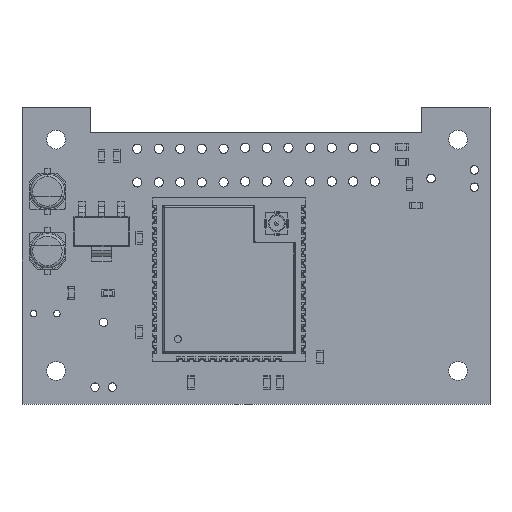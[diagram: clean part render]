
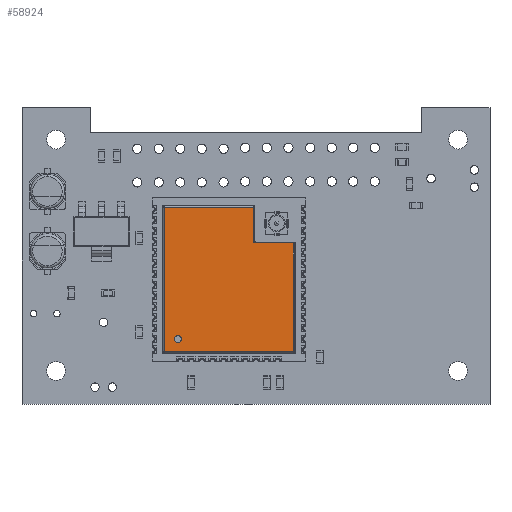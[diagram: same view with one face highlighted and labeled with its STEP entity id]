
A CAD part, top view. The second image highlights one B-rep face of the part: STEP entity #58924.
In plain terms, the highlighted planar face has unit normal (0, 0, 1).
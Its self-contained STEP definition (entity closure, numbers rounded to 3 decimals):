
#31443 = TOROIDAL_SURFACE('',#31444,0.2,0.1);
#31444 = AXIS2_PLACEMENT_3D('',#31445,#31446,#31447);
#31445 = CARTESIAN_POINT('',(3.1,4.5,3.1));
#31446 = DIRECTION('',(0.,0.,1.));
#31447 = DIRECTION('',(-1.,0.,0.));
#46913 = CYLINDRICAL_SURFACE('',#46914,0.1);
#46914 = AXIS2_PLACEMENT_3D('',#46915,#46916,#46917);
#46915 = CARTESIAN_POINT('',(2.9,4.4,3.1));
#46916 = DIRECTION('',(0.,1.,0.));
#46917 = DIRECTION('',(0.,-0.,1.));
#46972 = CYLINDRICAL_SURFACE('',#46973,0.1);
#46973 = AXIS2_PLACEMENT_3D('',#46974,#46975,#46976);
#46974 = CARTESIAN_POINT('',(7.68,4.3,3.1));
#46975 = DIRECTION('',(-1.,0.,0.));
#46976 = DIRECTION('',(0.,0.,1.));
#46988 = VERTEX_POINT('',#46989);
#46989 = CARTESIAN_POINT('',(2.9,4.5,3.2));
#47011 = EDGE_CURVE('',#46988,#47012,#47014,.T.);
#47012 = VERTEX_POINT('',#47013);
#47013 = CARTESIAN_POINT('',(3.1,4.3,3.2));
#47014 = SURFACE_CURVE('',#47015,(#47020,#47027),.PCURVE_S1.);
#47015 = CIRCLE('',#47016,0.2);
#47016 = AXIS2_PLACEMENT_3D('',#47017,#47018,#47019);
#47017 = CARTESIAN_POINT('',(3.1,4.5,3.2));
#47018 = DIRECTION('',(0.,0.,1.));
#47019 = DIRECTION('',(-1.,0.,0.));
#47020 = PCURVE('',#31443,#47021);
#47021 = DEFINITIONAL_REPRESENTATION('',(#47022),#47026);
#47022 = LINE('',#47023,#47024);
#47023 = CARTESIAN_POINT('',(0.,1.571));
#47024 = VECTOR('',#47025,1.);
#47025 = DIRECTION('',(1.,0.));
#47026 = ( GEOMETRIC_REPRESENTATION_CONTEXT(2) 
PARAMETRIC_REPRESENTATION_CONTEXT() REPRESENTATION_CONTEXT('2D SPACE',''
  ) );
#47027 = PCURVE('',#47028,#47033);
#47028 = PLANE('',#47029);
#47029 = AXIS2_PLACEMENT_3D('',#47030,#47031,#47032);
#47030 = CARTESIAN_POINT('',(-7.72,-8.6,3.2));
#47031 = DIRECTION('',(0.,0.,1.));
#47032 = DIRECTION('',(1.,0.,-0.));
#47033 = DEFINITIONAL_REPRESENTATION('',(#47034),#47038);
#47034 = CIRCLE('',#47035,0.2);
#47035 = AXIS2_PLACEMENT_2D('',#47036,#47037);
#47036 = CARTESIAN_POINT('',(10.82,13.1));
#47037 = DIRECTION('',(-1.,0.));
#47038 = ( GEOMETRIC_REPRESENTATION_CONTEXT(2) 
PARAMETRIC_REPRESENTATION_CONTEXT() REPRESENTATION_CONTEXT('2D SPACE',''
  ) );
#58677 = VERTEX_POINT('',#58678);
#58678 = CARTESIAN_POINT('',(2.9,8.5,3.2));
#58705 = EDGE_CURVE('',#46988,#58677,#58706,.T.);
#58706 = SURFACE_CURVE('',#58707,(#58711,#58718),.PCURVE_S1.);
#58707 = LINE('',#58708,#58709);
#58708 = CARTESIAN_POINT('',(2.9,4.4,3.2));
#58709 = VECTOR('',#58710,1.);
#58710 = DIRECTION('',(0.,1.,0.));
#58711 = PCURVE('',#46913,#58712);
#58712 = DEFINITIONAL_REPRESENTATION('',(#58713),#58717);
#58713 = LINE('',#58714,#58715);
#58714 = CARTESIAN_POINT('',(0.,0.));
#58715 = VECTOR('',#58716,1.);
#58716 = DIRECTION('',(0.,1.));
#58717 = ( GEOMETRIC_REPRESENTATION_CONTEXT(2) 
PARAMETRIC_REPRESENTATION_CONTEXT() REPRESENTATION_CONTEXT('2D SPACE',''
  ) );
#58718 = PCURVE('',#47028,#58719);
#58719 = DEFINITIONAL_REPRESENTATION('',(#58720),#58724);
#58720 = LINE('',#58721,#58722);
#58721 = CARTESIAN_POINT('',(10.62,13.));
#58722 = VECTOR('',#58723,1.);
#58723 = DIRECTION('',(0.,1.));
#58724 = ( GEOMETRIC_REPRESENTATION_CONTEXT(2) 
PARAMETRIC_REPRESENTATION_CONTEXT() REPRESENTATION_CONTEXT('2D SPACE',''
  ) );
#58878 = EDGE_CURVE('',#58879,#47012,#58881,.T.);
#58879 = VERTEX_POINT('',#58880);
#58880 = CARTESIAN_POINT('',(7.58,4.3,3.2));
#58881 = SURFACE_CURVE('',#58882,(#58886,#58893),.PCURVE_S1.);
#58882 = LINE('',#58883,#58884);
#58883 = CARTESIAN_POINT('',(7.68,4.3,3.2));
#58884 = VECTOR('',#58885,1.);
#58885 = DIRECTION('',(-1.,0.,0.));
#58886 = PCURVE('',#46972,#58887);
#58887 = DEFINITIONAL_REPRESENTATION('',(#58888),#58892);
#58888 = LINE('',#58889,#58890);
#58889 = CARTESIAN_POINT('',(0.,0.));
#58890 = VECTOR('',#58891,1.);
#58891 = DIRECTION('',(0.,1.));
#58892 = ( GEOMETRIC_REPRESENTATION_CONTEXT(2) 
PARAMETRIC_REPRESENTATION_CONTEXT() REPRESENTATION_CONTEXT('2D SPACE',''
  ) );
#58893 = PCURVE('',#47028,#58894);
#58894 = DEFINITIONAL_REPRESENTATION('',(#58895),#58899);
#58895 = LINE('',#58896,#58897);
#58896 = CARTESIAN_POINT('',(15.4,12.9));
#58897 = VECTOR('',#58898,1.);
#58898 = DIRECTION('',(-1.,0.));
#58899 = ( GEOMETRIC_REPRESENTATION_CONTEXT(2) 
PARAMETRIC_REPRESENTATION_CONTEXT() REPRESENTATION_CONTEXT('2D SPACE',''
  ) );
#58924 = ADVANCED_FACE('',(#58925,#59040),#47028,.T.);
#58925 = FACE_BOUND('',#58926,.T.);
#58926 = EDGE_LOOP('',(#58927,#58957,#58985,#59011,#59012,#59013,#59014)
  );
#58927 = ORIENTED_EDGE('',*,*,#58928,.F.);
#58928 = EDGE_CURVE('',#58929,#58931,#58933,.T.);
#58929 = VERTEX_POINT('',#58930);
#58930 = CARTESIAN_POINT('',(-7.62,-8.5,3.2));
#58931 = VERTEX_POINT('',#58932);
#58932 = CARTESIAN_POINT('',(-7.62,8.5,3.2));
#58933 = SURFACE_CURVE('',#58934,(#58938,#58945),.PCURVE_S1.);
#58934 = LINE('',#58935,#58936);
#58935 = CARTESIAN_POINT('',(-7.62,-8.6,3.2));
#58936 = VECTOR('',#58937,1.);
#58937 = DIRECTION('',(0.,1.,0.));
#58938 = PCURVE('',#47028,#58939);
#58939 = DEFINITIONAL_REPRESENTATION('',(#58940),#58944);
#58940 = LINE('',#58941,#58942);
#58941 = CARTESIAN_POINT('',(0.1,0.));
#58942 = VECTOR('',#58943,1.);
#58943 = DIRECTION('',(0.,1.));
#58944 = ( GEOMETRIC_REPRESENTATION_CONTEXT(2) 
PARAMETRIC_REPRESENTATION_CONTEXT() REPRESENTATION_CONTEXT('2D SPACE',''
  ) );
#58945 = PCURVE('',#58946,#58951);
#58946 = CYLINDRICAL_SURFACE('',#58947,0.1);
#58947 = AXIS2_PLACEMENT_3D('',#58948,#58949,#58950);
#58948 = CARTESIAN_POINT('',(-7.62,-8.6,3.1));
#58949 = DIRECTION('',(0.,1.,0.));
#58950 = DIRECTION('',(-1.,0.,0.));
#58951 = DEFINITIONAL_REPRESENTATION('',(#58952),#58956);
#58952 = LINE('',#58953,#58954);
#58953 = CARTESIAN_POINT('',(1.571,0.));
#58954 = VECTOR('',#58955,1.);
#58955 = DIRECTION('',(0.,1.));
#58956 = ( GEOMETRIC_REPRESENTATION_CONTEXT(2) 
PARAMETRIC_REPRESENTATION_CONTEXT() REPRESENTATION_CONTEXT('2D SPACE',''
  ) );
#58957 = ORIENTED_EDGE('',*,*,#58958,.T.);
#58958 = EDGE_CURVE('',#58929,#58959,#58961,.T.);
#58959 = VERTEX_POINT('',#58960);
#58960 = CARTESIAN_POINT('',(7.58,-8.5,3.2));
#58961 = SURFACE_CURVE('',#58962,(#58966,#58973),.PCURVE_S1.);
#58962 = LINE('',#58963,#58964);
#58963 = CARTESIAN_POINT('',(-7.72,-8.5,3.2));
#58964 = VECTOR('',#58965,1.);
#58965 = DIRECTION('',(1.,0.,0.));
#58966 = PCURVE('',#47028,#58967);
#58967 = DEFINITIONAL_REPRESENTATION('',(#58968),#58972);
#58968 = LINE('',#58969,#58970);
#58969 = CARTESIAN_POINT('',(0.,0.1));
#58970 = VECTOR('',#58971,1.);
#58971 = DIRECTION('',(1.,0.));
#58972 = ( GEOMETRIC_REPRESENTATION_CONTEXT(2) 
PARAMETRIC_REPRESENTATION_CONTEXT() REPRESENTATION_CONTEXT('2D SPACE',''
  ) );
#58973 = PCURVE('',#58974,#58979);
#58974 = CYLINDRICAL_SURFACE('',#58975,0.1);
#58975 = AXIS2_PLACEMENT_3D('',#58976,#58977,#58978);
#58976 = CARTESIAN_POINT('',(-7.72,-8.5,3.1));
#58977 = DIRECTION('',(1.,0.,0.));
#58978 = DIRECTION('',(0.,-1.,0.));
#58979 = DEFINITIONAL_REPRESENTATION('',(#58980),#58984);
#58980 = LINE('',#58981,#58982);
#58981 = CARTESIAN_POINT('',(4.712,0.));
#58982 = VECTOR('',#58983,1.);
#58983 = DIRECTION('',(0.,1.));
#58984 = ( GEOMETRIC_REPRESENTATION_CONTEXT(2) 
PARAMETRIC_REPRESENTATION_CONTEXT() REPRESENTATION_CONTEXT('2D SPACE',''
  ) );
#58985 = ORIENTED_EDGE('',*,*,#58986,.T.);
#58986 = EDGE_CURVE('',#58959,#58879,#58987,.T.);
#58987 = SURFACE_CURVE('',#58988,(#58992,#58999),.PCURVE_S1.);
#58988 = LINE('',#58989,#58990);
#58989 = CARTESIAN_POINT('',(7.58,-8.6,3.2));
#58990 = VECTOR('',#58991,1.);
#58991 = DIRECTION('',(0.,1.,0.));
#58992 = PCURVE('',#47028,#58993);
#58993 = DEFINITIONAL_REPRESENTATION('',(#58994),#58998);
#58994 = LINE('',#58995,#58996);
#58995 = CARTESIAN_POINT('',(15.3,0.));
#58996 = VECTOR('',#58997,1.);
#58997 = DIRECTION('',(0.,1.));
#58998 = ( GEOMETRIC_REPRESENTATION_CONTEXT(2) 
PARAMETRIC_REPRESENTATION_CONTEXT() REPRESENTATION_CONTEXT('2D SPACE',''
  ) );
#58999 = PCURVE('',#59000,#59005);
#59000 = CYLINDRICAL_SURFACE('',#59001,0.1);
#59001 = AXIS2_PLACEMENT_3D('',#59002,#59003,#59004);
#59002 = CARTESIAN_POINT('',(7.58,-8.6,3.1));
#59003 = DIRECTION('',(0.,1.,0.));
#59004 = DIRECTION('',(0.,-0.,1.));
#59005 = DEFINITIONAL_REPRESENTATION('',(#59006),#59010);
#59006 = LINE('',#59007,#59008);
#59007 = CARTESIAN_POINT('',(0.,0.));
#59008 = VECTOR('',#59009,1.);
#59009 = DIRECTION('',(0.,1.));
#59010 = ( GEOMETRIC_REPRESENTATION_CONTEXT(2) 
PARAMETRIC_REPRESENTATION_CONTEXT() REPRESENTATION_CONTEXT('2D SPACE',''
  ) );
#59011 = ORIENTED_EDGE('',*,*,#58878,.T.);
#59012 = ORIENTED_EDGE('',*,*,#47011,.F.);
#59013 = ORIENTED_EDGE('',*,*,#58705,.T.);
#59014 = ORIENTED_EDGE('',*,*,#59015,.F.);
#59015 = EDGE_CURVE('',#58931,#58677,#59016,.T.);
#59016 = SURFACE_CURVE('',#59017,(#59021,#59028),.PCURVE_S1.);
#59017 = LINE('',#59018,#59019);
#59018 = CARTESIAN_POINT('',(-7.72,8.5,3.2));
#59019 = VECTOR('',#59020,1.);
#59020 = DIRECTION('',(1.,0.,0.));
#59021 = PCURVE('',#47028,#59022);
#59022 = DEFINITIONAL_REPRESENTATION('',(#59023),#59027);
#59023 = LINE('',#59024,#59025);
#59024 = CARTESIAN_POINT('',(0.,17.1));
#59025 = VECTOR('',#59026,1.);
#59026 = DIRECTION('',(1.,0.));
#59027 = ( GEOMETRIC_REPRESENTATION_CONTEXT(2) 
PARAMETRIC_REPRESENTATION_CONTEXT() REPRESENTATION_CONTEXT('2D SPACE',''
  ) );
#59028 = PCURVE('',#59029,#59034);
#59029 = CYLINDRICAL_SURFACE('',#59030,0.1);
#59030 = AXIS2_PLACEMENT_3D('',#59031,#59032,#59033);
#59031 = CARTESIAN_POINT('',(-7.72,8.5,3.1));
#59032 = DIRECTION('',(1.,0.,0.));
#59033 = DIRECTION('',(0.,0.,1.));
#59034 = DEFINITIONAL_REPRESENTATION('',(#59035),#59039);
#59035 = LINE('',#59036,#59037);
#59036 = CARTESIAN_POINT('',(6.283,0.));
#59037 = VECTOR('',#59038,1.);
#59038 = DIRECTION('',(0.,1.));
#59039 = ( GEOMETRIC_REPRESENTATION_CONTEXT(2) 
PARAMETRIC_REPRESENTATION_CONTEXT() REPRESENTATION_CONTEXT('2D SPACE',''
  ) );
#59040 = FACE_BOUND('',#59041,.T.);
#59041 = EDGE_LOOP('',(#59042));
#59042 = ORIENTED_EDGE('',*,*,#59043,.F.);
#59043 = EDGE_CURVE('',#59044,#59044,#59046,.T.);
#59044 = VERTEX_POINT('',#59045);
#59045 = CARTESIAN_POINT('',(-5.6,-7.,3.2));
#59046 = SURFACE_CURVE('',#59047,(#59052,#59059),.PCURVE_S1.);
#59047 = CIRCLE('',#59048,0.4);
#59048 = AXIS2_PLACEMENT_3D('',#59049,#59050,#59051);
#59049 = CARTESIAN_POINT('',(-6.,-7.,3.2));
#59050 = DIRECTION('',(0.,0.,1.));
#59051 = DIRECTION('',(1.,0.,-0.));
#59052 = PCURVE('',#47028,#59053);
#59053 = DEFINITIONAL_REPRESENTATION('',(#59054),#59058);
#59054 = CIRCLE('',#59055,0.4);
#59055 = AXIS2_PLACEMENT_2D('',#59056,#59057);
#59056 = CARTESIAN_POINT('',(1.72,1.6));
#59057 = DIRECTION('',(1.,0.));
#59058 = ( GEOMETRIC_REPRESENTATION_CONTEXT(2) 
PARAMETRIC_REPRESENTATION_CONTEXT() REPRESENTATION_CONTEXT('2D SPACE',''
  ) );
#59059 = PCURVE('',#59060,#59065);
#59060 = CYLINDRICAL_SURFACE('',#59061,0.4);
#59061 = AXIS2_PLACEMENT_3D('',#59062,#59063,#59064);
#59062 = CARTESIAN_POINT('',(-6.,-7.,2.8));
#59063 = DIRECTION('',(0.,0.,1.));
#59064 = DIRECTION('',(1.,0.,-0.));
#59065 = DEFINITIONAL_REPRESENTATION('',(#59066),#59070);
#59066 = LINE('',#59067,#59068);
#59067 = CARTESIAN_POINT('',(0.,0.4));
#59068 = VECTOR('',#59069,1.);
#59069 = DIRECTION('',(1.,0.));
#59070 = ( GEOMETRIC_REPRESENTATION_CONTEXT(2) 
PARAMETRIC_REPRESENTATION_CONTEXT() REPRESENTATION_CONTEXT('2D SPACE',''
  ) );
